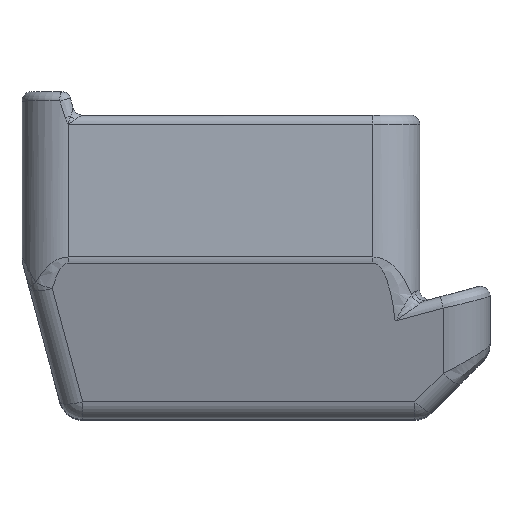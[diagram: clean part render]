
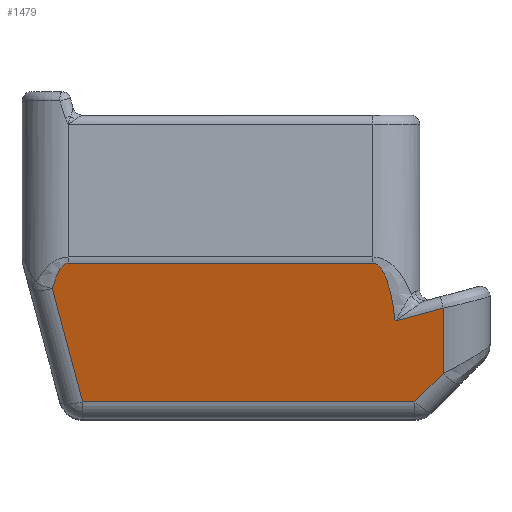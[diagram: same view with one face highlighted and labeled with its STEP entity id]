
A CAD part, top view. The second image highlights one B-rep face of the part: STEP entity #1479.
In plain terms, the highlighted planar face has unit normal (0, -0.259, 0.966).
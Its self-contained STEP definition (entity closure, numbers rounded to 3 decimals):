
#41=PLANE('',#1642);
#73=ELLIPSE('',#1643,1.932,0.5);
#74=ELLIPSE('',#1644,1.932,0.5);
#102=LINE('',#2858,#182);
#120=LINE('',#2993,#200);
#121=LINE('',#2999,#201);
#122=LINE('',#3003,#202);
#123=LINE('',#3005,#203);
#124=LINE('',#3006,#204);
#182=VECTOR('',#1883,10.);
#200=VECTOR('',#1963,10.);
#201=VECTOR('',#1970,10.);
#202=VECTOR('',#1973,10.);
#203=VECTOR('',#1974,10.);
#204=VECTOR('',#1975,10.);
#328=FACE_OUTER_BOUND('',#428,.T.);
#428=EDGE_LOOP('',(#1168,#1169,#1170,#1171,#1172,#1173,#1174,#1175));
#648=VERTEX_POINT('',#2799);
#655=VERTEX_POINT('',#2857);
#677=VERTEX_POINT('',#2992);
#678=VERTEX_POINT('',#2996);
#679=VERTEX_POINT('',#2998);
#680=VERTEX_POINT('',#3000);
#681=VERTEX_POINT('',#3002);
#682=VERTEX_POINT('',#3004);
#812=EDGE_CURVE('',#648,#655,#102,.T.);
#849=EDGE_CURVE('',#655,#677,#120,.T.);
#851=EDGE_CURVE('',#678,#648,#73,.T.);
#852=EDGE_CURVE('',#679,#678,#121,.T.);
#853=EDGE_CURVE('',#680,#679,#74,.T.);
#854=EDGE_CURVE('',#681,#680,#122,.T.);
#855=EDGE_CURVE('',#682,#681,#123,.T.);
#856=EDGE_CURVE('',#677,#682,#124,.T.);
#1168=ORIENTED_EDGE('',*,*,#812,.F.);
#1169=ORIENTED_EDGE('',*,*,#851,.F.);
#1170=ORIENTED_EDGE('',*,*,#852,.F.);
#1171=ORIENTED_EDGE('',*,*,#853,.F.);
#1172=ORIENTED_EDGE('',*,*,#854,.F.);
#1173=ORIENTED_EDGE('',*,*,#855,.F.);
#1174=ORIENTED_EDGE('',*,*,#856,.F.);
#1175=ORIENTED_EDGE('',*,*,#849,.F.);
#1479=ADVANCED_FACE('',(#328),#41,.F.);
#1642=AXIS2_PLACEMENT_3D('',#2995,#1966,#1967);
#1643=AXIS2_PLACEMENT_3D('',#2997,#1968,#1969);
#1644=AXIS2_PLACEMENT_3D('',#3001,#1971,#1972);
#1883=DIRECTION('',(0.964,0.258,0.069));
#1963=DIRECTION('',(0.,-0.966,-0.259));
#1966=DIRECTION('center_axis',(0.,0.259,-0.966));
#1967=DIRECTION('ref_axis',(0.,0.966,0.259));
#1968=DIRECTION('center_axis',(0.,0.259,-0.966));
#1969=DIRECTION('ref_axis',(0.,0.966,0.259));
#1970=DIRECTION('',(1.,0.,0.));
#1971=DIRECTION('center_axis',(0.,0.259,-0.966));
#1972=DIRECTION('ref_axis',(0.,0.966,0.259));
#1973=DIRECTION('',(-0.251,0.935,0.251));
#1974=DIRECTION('',(-1.,0.,0.));
#1975=DIRECTION('',(-0.695,-0.695,-0.186));
#2799=CARTESIAN_POINT('',(7.971,-4.901,7.651));
#2857=CARTESIAN_POINT('',(9.,-4.625,7.725));
#2858=CARTESIAN_POINT('',(4.64,-5.793,7.412));
#2992=CARTESIAN_POINT('',(9.,-6.02,7.351));
#2993=CARTESIAN_POINT('',(9.,-7.747,6.889));
#2995=CARTESIAN_POINT('Origin',(0.,-8.029,6.813));
#2996=CARTESIAN_POINT('',(7.5,-3.664,7.983));
#2997=CARTESIAN_POINT('Origin',(7.5,-5.53,7.483));
#2998=CARTESIAN_POINT('',(1.,-3.664,7.983));
#2999=CARTESIAN_POINT('',(2.5,-3.664,7.983));
#3000=CARTESIAN_POINT('',(0.646,-4.21,7.837));
#3001=CARTESIAN_POINT('Origin',(1.,-5.53,7.483));
#3002=CARTESIAN_POINT('',(1.295,-6.629,7.188));
#3003=CARTESIAN_POINT('',(1.26,-6.5,7.223));
#3004=CARTESIAN_POINT('',(8.391,-6.629,7.188));
#3005=CARTESIAN_POINT('',(0.456,-6.629,7.188));
#3006=CARTESIAN_POINT('',(5.499,-9.521,6.414));
